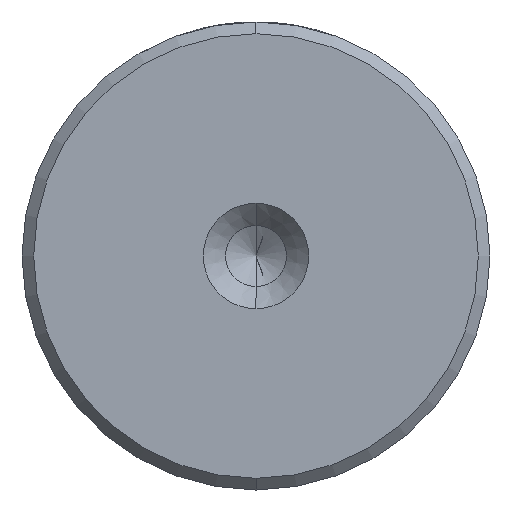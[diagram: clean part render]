
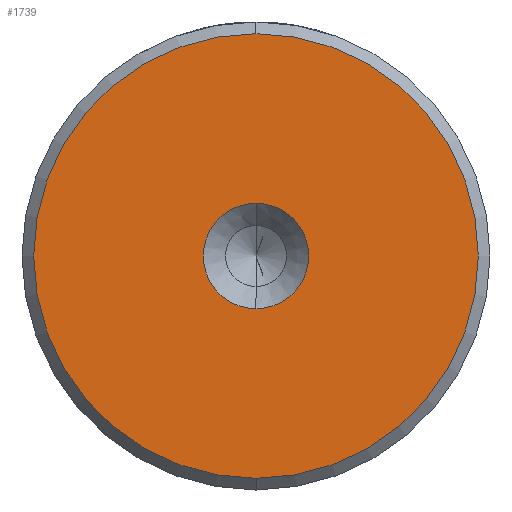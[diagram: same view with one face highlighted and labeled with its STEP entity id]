
A CAD part, left-side view. The second image highlights one B-rep face of the part: STEP entity #1739.
In plain terms, the highlighted planar face has unit normal (-1, 0, 0).
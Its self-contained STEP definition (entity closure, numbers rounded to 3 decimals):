
#134 = DIRECTION ( 'NONE',  ( -1., 0., 0. ) ) ;
#173 = AXIS2_PLACEMENT_3D ( 'NONE', #401, #2087, #648 ) ;
#187 = AXIS2_PLACEMENT_3D ( 'NONE', #2152, #712, #2372 ) ;
#363 = AXIS2_PLACEMENT_3D ( 'NONE', #1576, #134, #1818 ) ;
#401 = CARTESIAN_POINT ( 'NONE',  ( 0., 0., 0. ) ) ;
#477 = DIRECTION ( 'NONE',  ( -1., 0., 0. ) ) ;
#630 = VERTEX_POINT ( 'NONE', #1288 ) ;
#648 = DIRECTION ( 'NONE',  ( 0., 0., 1. ) ) ;
#676 = ORIENTED_EDGE ( 'NONE', *, *, #1922, .F. ) ;
#712 = DIRECTION ( 'NONE',  ( -1., 0., 0. ) ) ;
#947 = CARTESIAN_POINT ( 'NONE',  ( 0., 0., 0. ) ) ;
#1041 = VERTEX_POINT ( 'NONE', #2051 ) ;
#1042 = EDGE_CURVE ( 'NONE', #630, #2534, #1193, .T. ) ;
#1091 = DIRECTION ( 'NONE',  ( -1., 0., 0. ) ) ;
#1181 = CIRCLE ( 'NONE', #2349, 9.5 ) ;
#1193 = CIRCLE ( 'NONE', #363, 9.5 ) ;
#1288 = CARTESIAN_POINT ( 'NONE',  ( 0., 0., -9.5 ) ) ;
#1308 = CARTESIAN_POINT ( 'NONE',  ( 0., 0., 9.5 ) ) ;
#1400 = VERTEX_POINT ( 'NONE', #2695 ) ;
#1450 = PLANE ( 'NONE',  #1677 ) ;
#1458 = CIRCLE ( 'NONE', #173, 2.25 ) ;
#1541 = ORIENTED_EDGE ( 'NONE', *, *, #1716, .F. ) ;
#1576 = CARTESIAN_POINT ( 'NONE',  ( 0., 0., 0. ) ) ;
#1677 = AXIS2_PLACEMENT_3D ( 'NONE', #947, #477, #2163 ) ;
#1700 = EDGE_LOOP ( 'NONE', ( #1809, #2589 ) ) ;
#1716 = EDGE_CURVE ( 'NONE', #1041, #1400, #1779, .T. ) ;
#1739 = ADVANCED_FACE ( 'NONE', ( #2264, #2332 ), #1450, .T. ) ;
#1779 = CIRCLE ( 'NONE', #187, 2.25 ) ;
#1809 = ORIENTED_EDGE ( 'NONE', *, *, #1042, .T. ) ;
#1818 = DIRECTION ( 'NONE',  ( 0., 0., 1. ) ) ;
#1922 = EDGE_CURVE ( 'NONE', #1400, #1041, #1458, .T. ) ;
#2051 = CARTESIAN_POINT ( 'NONE',  ( 0., 0., -2.25 ) ) ;
#2087 = DIRECTION ( 'NONE',  ( -1., 0., 0. ) ) ;
#2152 = CARTESIAN_POINT ( 'NONE',  ( 0., 0., 0. ) ) ;
#2163 = DIRECTION ( 'NONE',  ( 0., 0., 1. ) ) ;
#2264 = FACE_OUTER_BOUND ( 'NONE', #1700, .T. ) ;
#2289 = EDGE_CURVE ( 'NONE', #2534, #630, #1181, .T. ) ;
#2332 = FACE_BOUND ( 'NONE', #2531, .T. ) ;
#2349 = AXIS2_PLACEMENT_3D ( 'NONE', #2530, #1091, #2773 ) ;
#2372 = DIRECTION ( 'NONE',  ( 0., 0., 1. ) ) ;
#2530 = CARTESIAN_POINT ( 'NONE',  ( 0., 0., 0. ) ) ;
#2531 = EDGE_LOOP ( 'NONE', ( #676, #1541 ) ) ;
#2534 = VERTEX_POINT ( 'NONE', #1308 ) ;
#2589 = ORIENTED_EDGE ( 'NONE', *, *, #2289, .T. ) ;
#2695 = CARTESIAN_POINT ( 'NONE',  ( 0., 0., 2.25 ) ) ;
#2773 = DIRECTION ( 'NONE',  ( 0., 0., 1. ) ) ;
